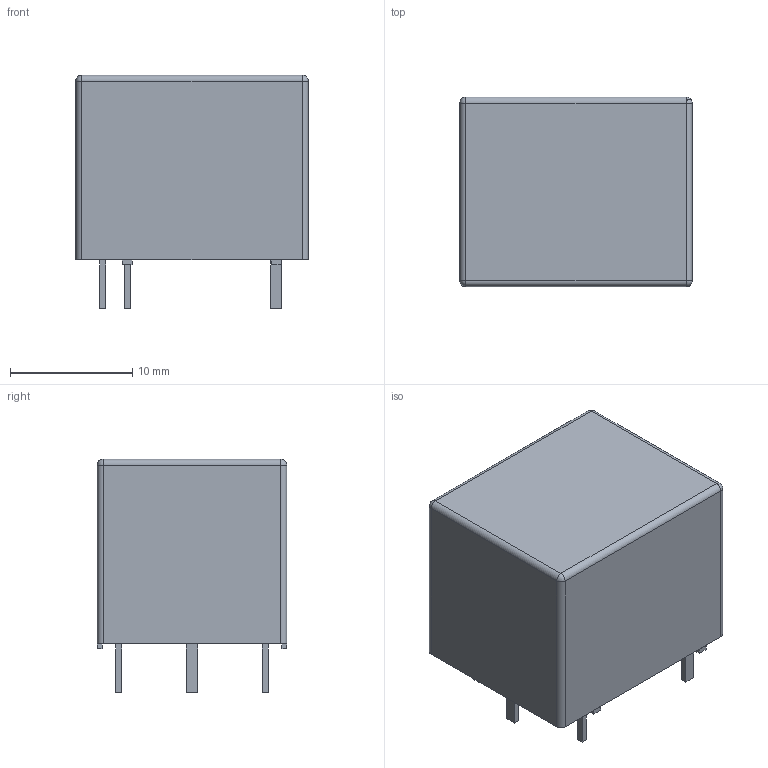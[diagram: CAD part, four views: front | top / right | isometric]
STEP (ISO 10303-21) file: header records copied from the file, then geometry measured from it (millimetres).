
FILE_DESCRIPTION((''),'2;1');
FILE_NAME('REL_FINDER_36.11.stp','2012-09-18T09:46:11',(''),(''),'Mechanical Desktop 2011','Mechanical Desktop 2011',', , ');
FILE_SCHEMA(('AUTOMOTIVE_DESIGN { 1 2 10303 214 1 1 1 1 }'));
Length unit declared in the file: millimetre
Products named in the file (1): Product
Bounding box: 19 x 15.5 x 19.1 mm (x, y, z)
Volume: 4448 mm3; surface area: 1662.5 mm2
Topology: 10 solids, 10 shells, 73 faces, 150 edges, 95 vertices
Faces by surface type: plane 48, bspline 12, cylinder 8, sphere 5
Entity records: 1917 total; most frequent: CARTESIAN_POINT 353, ORIENTED_EDGE 296, DIRECTION 292, EDGE_CURVE 148, VECTOR 128, LINE 128, VERTEX_POINT 95, AXIS2_PLACEMENT_3D 82
